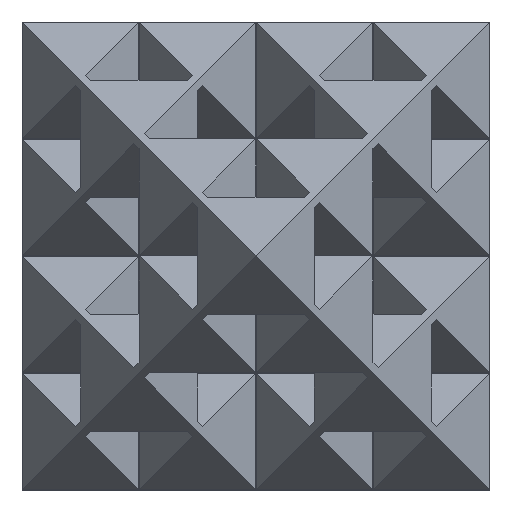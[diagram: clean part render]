
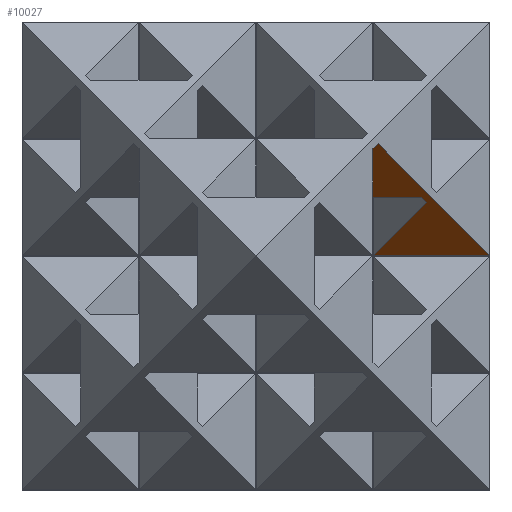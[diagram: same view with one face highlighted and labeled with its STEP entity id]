
A CAD part, top view. The second image highlights one B-rep face of the part: STEP entity #10027.
In plain terms, the highlighted planar face has unit normal (0, -0.816, 0.578).
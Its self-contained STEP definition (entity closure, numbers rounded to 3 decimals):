
#2501 = PLANE('',#2502);
#2502 = AXIS2_PLACEMENT_3D('',#2503,#2504,#2505);
#2503 = CARTESIAN_POINT('',(7.39,6.824,0.624
    ));
#2504 = DIRECTION('',(-0.707,0.707,0.
    ));
#2505 = DIRECTION('',(0.5,0.5,0.707));
#2608 = PLANE('',#2609);
#2609 = AXIS2_PLACEMENT_3D('',#2610,#2611,#2612);
#2610 = CARTESIAN_POINT('',(5.824,6.824,0.624
    ));
#2611 = DIRECTION('',(0.707,0.707,0.)
  );
#2612 = DIRECTION('',(0.5,-0.5,-0.707));
#2664 = PLANE('',#2665);
#2665 = AXIS2_PLACEMENT_3D('',#2666,#2667,#2668);
#2666 = CARTESIAN_POINT('',(13.214,0.005,0.));
#2667 = DIRECTION('',(0.,-1.,0.));
#2668 = DIRECTION('',(-1.,0.,0.));
#3221 = PLANE('',#3222);
#3222 = AXIS2_PLACEMENT_3D('',#3223,#3224,#3225);
#3223 = CARTESIAN_POINT('',(13.214,0.,0.2));
#3224 = DIRECTION('',(-0.816,0.,-0.578));
#3225 = DIRECTION('',(0.578,0.,-0.816));
#3688 = VERTEX_POINT('',#3689);
#3689 = CARTESIAN_POINT('',(13.209,0.005,0.207));
#3709 = EDGE_CURVE('',#3688,#3710,#3712,.T.);
#3710 = VERTEX_POINT('',#3711);
#3711 = CARTESIAN_POINT('',(6.612,0.005,0.207));
#3712 = SURFACE_CURVE('',#3713,(#3717,#3723),.PCURVE_S1.);
#3713 = LINE('',#3714,#3715);
#3714 = CARTESIAN_POINT('',(6.607,0.005,0.207)
  );
#3715 = VECTOR('',#3716,1.);
#3716 = DIRECTION('',(-1.,-0.,0.));
#3717 = PCURVE('',#2664,#3718);
#3718 = DEFINITIONAL_REPRESENTATION('',(#3719),#3722);
#3719 = B_SPLINE_CURVE_WITH_KNOTS('',1,(#3720,#3721),.UNSPECIFIED.,.F.,
  .F.,(2,2),(-6.607,6.466),.PIECEWISE_BEZIER_KNOTS.);
#3720 = CARTESIAN_POINT('',(0.,-0.207));
#3721 = CARTESIAN_POINT('',(13.073,-0.207));
#3722 = ( GEOMETRIC_REPRESENTATION_CONTEXT(2) 
PARAMETRIC_REPRESENTATION_CONTEXT() REPRESENTATION_CONTEXT('2D SPACE',''
  ) );
#3723 = PCURVE('',#3724,#3729);
#3724 = PLANE('',#3725);
#3725 = AXIS2_PLACEMENT_3D('',#3726,#3727,#3728);
#3726 = CARTESIAN_POINT('',(0.,6.607,9.54));
#3727 = DIRECTION('',(0.,0.816,-0.578)
  );
#3728 = DIRECTION('',(0.,-0.578,
    -0.816));
#3729 = DEFINITIONAL_REPRESENTATION('',(#3730),#3733);
#3730 = B_SPLINE_CURVE_WITH_KNOTS('',1,(#3731,#3732),.UNSPECIFIED.,.F.,
  .F.,(2,2),(-6.607,6.466),.PIECEWISE_BEZIER_KNOTS.);
#3731 = CARTESIAN_POINT('',(11.432,-13.214));
#3732 = CARTESIAN_POINT('',(11.432,-0.141));
#3733 = ( GEOMETRIC_REPRESENTATION_CONTEXT(2) 
PARAMETRIC_REPRESENTATION_CONTEXT() REPRESENTATION_CONTEXT('2D SPACE',''
  ) );
#3775 = PLANE('',#3776);
#3776 = AXIS2_PLACEMENT_3D('',#3777,#3778,#3779);
#3777 = CARTESIAN_POINT('',(9.911,6.607,4.87));
#3778 = DIRECTION('',(0.816,0.,-0.578));
#3779 = DIRECTION('',(-0.578,0.,-0.816));
#3863 = VERTEX_POINT('',#3864);
#3864 = CARTESIAN_POINT('',(9.345,3.304,4.87));
#3878 = PLANE('',#3879);
#3879 = AXIS2_PLACEMENT_3D('',#3880,#3881,#3882);
#3880 = CARTESIAN_POINT('',(6.607,3.304,6.244));
#3881 = DIRECTION('',(-0.,-1.,-0.));
#3882 = DIRECTION('',(0.,0.,-1.));
#3890 = EDGE_CURVE('',#3891,#3863,#3893,.T.);
#3891 = VERTEX_POINT('',#3892);
#3892 = CARTESIAN_POINT('',(9.628,3.021,4.47
    ));
#3893 = SURFACE_CURVE('',#3894,(#3898,#3905),.PCURVE_S1.);
#3894 = LINE('',#3895,#3896);
#3895 = CARTESIAN_POINT('',(6.808,5.841,8.457
    ));
#3896 = VECTOR('',#3897,1.);
#3897 = DIRECTION('',(-0.5,0.5,0.707));
#3898 = PCURVE('',#2608,#3899);
#3899 = DEFINITIONAL_REPRESENTATION('',(#3900),#3904);
#3900 = LINE('',#3901,#3902);
#3901 = CARTESIAN_POINT('',(-4.555,-6.522));
#3902 = VECTOR('',#3903,1.);
#3903 = DIRECTION('',(-1.,0.));
#3904 = ( GEOMETRIC_REPRESENTATION_CONTEXT(2) 
PARAMETRIC_REPRESENTATION_CONTEXT() REPRESENTATION_CONTEXT('2D SPACE',''
  ) );
#3905 = PCURVE('',#3724,#3906);
#3906 = DEFINITIONAL_REPRESENTATION('',(#3907),#3911);
#3907 = LINE('',#3908,#3909);
#3908 = CARTESIAN_POINT('',(1.327,-6.808));
#3909 = VECTOR('',#3910,1.);
#3910 = DIRECTION('',(-0.866,0.5));
#3911 = ( GEOMETRIC_REPRESENTATION_CONTEXT(2) 
PARAMETRIC_REPRESENTATION_CONTEXT() REPRESENTATION_CONTEXT('2D SPACE',''
  ) );
#3965 = VERTEX_POINT('',#3966);
#3966 = CARTESIAN_POINT('',(3.869,3.304,4.87));
#3987 = EDGE_CURVE('',#3988,#3965,#3990,.T.);
#3988 = VERTEX_POINT('',#3989);
#3989 = CARTESIAN_POINT('',(6.89,6.324,9.14
    ));
#3990 = SURFACE_CURVE('',#3991,(#3995,#4002),.PCURVE_S1.);
#3991 = LINE('',#3992,#3993);
#3992 = CARTESIAN_POINT('',(2.852,2.286,3.431
    ));
#3993 = VECTOR('',#3994,1.);
#3994 = DIRECTION('',(-0.5,-0.5,-0.707));
#3995 = PCURVE('',#2501,#3996);
#3996 = DEFINITIONAL_REPRESENTATION('',(#3997),#4001);
#3997 = LINE('',#3998,#3999);
#3998 = CARTESIAN_POINT('',(-2.553,-6.523));
#3999 = VECTOR('',#4000,1.);
#4000 = DIRECTION('',(-1.,0.));
#4001 = ( GEOMETRIC_REPRESENTATION_CONTEXT(2) 
PARAMETRIC_REPRESENTATION_CONTEXT() REPRESENTATION_CONTEXT('2D SPACE',''
  ) );
#4002 = PCURVE('',#3724,#4003);
#4003 = DEFINITIONAL_REPRESENTATION('',(#4004),#4007);
#4004 = B_SPLINE_CURVE_WITH_KNOTS('',1,(#4005,#4006),.UNSPECIFIED.,.F.,
  .F.,(2,2),(-8.075,4.561),.PIECEWISE_BEZIER_KNOTS.);
#4005 = CARTESIAN_POINT('',(0.49,-6.89));
#4006 = CARTESIAN_POINT('',(11.432,-0.571));
#4007 = ( GEOMETRIC_REPRESENTATION_CONTEXT(2) 
PARAMETRIC_REPRESENTATION_CONTEXT() REPRESENTATION_CONTEXT('2D SPACE',''
  ) );
#9937 = EDGE_CURVE('',#3988,#3688,#9938,.T.);
#9938 = SURFACE_CURVE('',#9939,(#9943,#9950),.PCURVE_S1.);
#9939 = LINE('',#9940,#9941);
#9940 = CARTESIAN_POINT('',(6.607,6.607,9.54));
#9941 = VECTOR('',#9942,1.);
#9942 = DIRECTION('',(0.5,-0.5,-0.707));
#9943 = PCURVE('',#3221,#9944);
#9944 = DEFINITIONAL_REPRESENTATION('',(#9945),#9949);
#9945 = LINE('',#9946,#9947);
#9946 = CARTESIAN_POINT('',(-11.441,-6.607));
#9947 = VECTOR('',#9948,1.);
#9948 = DIRECTION('',(0.866,0.5));
#9949 = ( GEOMETRIC_REPRESENTATION_CONTEXT(2) 
PARAMETRIC_REPRESENTATION_CONTEXT() REPRESENTATION_CONTEXT('2D SPACE',''
  ) );
#9950 = PCURVE('',#3724,#9951);
#9951 = DEFINITIONAL_REPRESENTATION('',(#9952),#9956);
#9952 = LINE('',#9953,#9954);
#9953 = CARTESIAN_POINT('',(0.,-6.607));
#9954 = VECTOR('',#9955,1.);
#9955 = DIRECTION('',(0.866,-0.5));
#9956 = ( GEOMETRIC_REPRESENTATION_CONTEXT(2) 
PARAMETRIC_REPRESENTATION_CONTEXT() REPRESENTATION_CONTEXT('2D SPACE',''
  ) );
#10027 = ADVANCED_FACE('',(#10028),#3724,.F.);
#10028 = FACE_BOUND('',#10029,.F.);
#10029 = EDGE_LOOP('',(#10030,#10031,#10032,#10053,#10054,#10075));
#10030 = ORIENTED_EDGE('',*,*,#9937,.T.);
#10031 = ORIENTED_EDGE('',*,*,#3709,.T.);
#10032 = ORIENTED_EDGE('',*,*,#10033,.T.);
#10033 = EDGE_CURVE('',#3710,#3891,#10034,.T.);
#10034 = SURFACE_CURVE('',#10035,(#10039,#10046),.PCURVE_S1.);
#10035 = LINE('',#10036,#10037);
#10036 = CARTESIAN_POINT('',(9.911,3.304,4.87));
#10037 = VECTOR('',#10038,1.);
#10038 = DIRECTION('',(0.5,0.5,0.707));
#10039 = PCURVE('',#3724,#10040);
#10040 = DEFINITIONAL_REPRESENTATION('',(#10041),#10045);
#10041 = LINE('',#10042,#10043);
#10042 = CARTESIAN_POINT('',(5.72,-9.911));
#10043 = VECTOR('',#10044,1.);
#10044 = DIRECTION('',(-0.866,-0.5));
#10045 = ( GEOMETRIC_REPRESENTATION_CONTEXT(2) 
PARAMETRIC_REPRESENTATION_CONTEXT() REPRESENTATION_CONTEXT('2D SPACE',''
  ) );
#10046 = PCURVE('',#3775,#10047);
#10047 = DEFINITIONAL_REPRESENTATION('',(#10048),#10052);
#10048 = LINE('',#10049,#10050);
#10049 = CARTESIAN_POINT('',(-0.,-3.304));
#10050 = VECTOR('',#10051,1.);
#10051 = DIRECTION('',(-0.866,0.5));
#10052 = ( GEOMETRIC_REPRESENTATION_CONTEXT(2) 
PARAMETRIC_REPRESENTATION_CONTEXT() REPRESENTATION_CONTEXT('2D SPACE',''
  ) );
#10053 = ORIENTED_EDGE('',*,*,#3890,.T.);
#10054 = ORIENTED_EDGE('',*,*,#10055,.F.);
#10055 = EDGE_CURVE('',#3965,#3863,#10056,.T.);
#10056 = SURFACE_CURVE('',#10057,(#10061,#10068),.PCURVE_S1.);
#10057 = LINE('',#10058,#10059);
#10058 = CARTESIAN_POINT('',(3.304,3.304,4.87));
#10059 = VECTOR('',#10060,1.);
#10060 = DIRECTION('',(1.,0.,0.));
#10061 = PCURVE('',#3724,#10062);
#10062 = DEFINITIONAL_REPRESENTATION('',(#10063),#10067);
#10063 = LINE('',#10064,#10065);
#10064 = CARTESIAN_POINT('',(5.72,-3.304));
#10065 = VECTOR('',#10066,1.);
#10066 = DIRECTION('',(0.,-1.));
#10067 = ( GEOMETRIC_REPRESENTATION_CONTEXT(2) 
PARAMETRIC_REPRESENTATION_CONTEXT() REPRESENTATION_CONTEXT('2D SPACE',''
  ) );
#10068 = PCURVE('',#3878,#10069);
#10069 = DEFINITIONAL_REPRESENTATION('',(#10070),#10074);
#10070 = LINE('',#10071,#10072);
#10071 = CARTESIAN_POINT('',(1.374,-3.304));
#10072 = VECTOR('',#10073,1.);
#10073 = DIRECTION('',(0.,1.));
#10074 = ( GEOMETRIC_REPRESENTATION_CONTEXT(2) 
PARAMETRIC_REPRESENTATION_CONTEXT() REPRESENTATION_CONTEXT('2D SPACE',''
  ) );
#10075 = ORIENTED_EDGE('',*,*,#3987,.F.);
